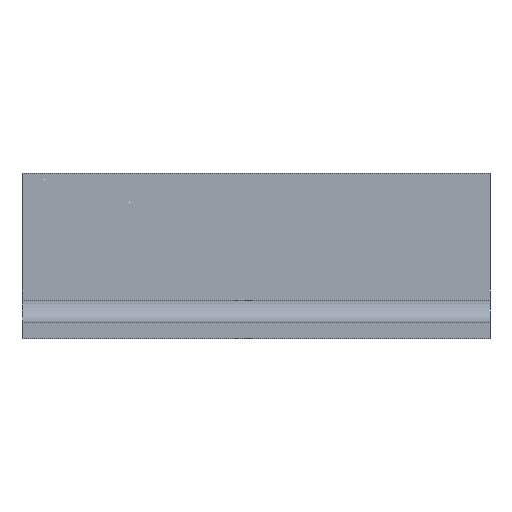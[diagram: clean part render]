
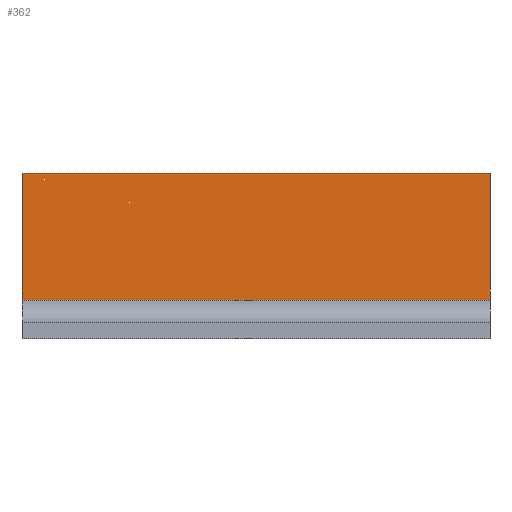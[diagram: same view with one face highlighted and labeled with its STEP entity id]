
A CAD part, front view. The second image highlights one B-rep face of the part: STEP entity #362.
In plain terms, the highlighted planar face has unit normal (0, -1, 0).
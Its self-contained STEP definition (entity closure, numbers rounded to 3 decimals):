
#148 = VERTEX_POINT('',#149);
#149 = CARTESIAN_POINT('',(-42.5,-3.,7.));
#235 = EDGE_CURVE('',#148,#236,#238,.T.);
#236 = VERTEX_POINT('',#237);
#237 = CARTESIAN_POINT('',(42.5,-3.,7.));
#238 = LINE('',#239,#240);
#239 = CARTESIAN_POINT('',(-42.5,-3.,7.));
#240 = VECTOR('',#241,1.);
#241 = DIRECTION('',(1.,0.,0.));
#319 = EDGE_CURVE('',#148,#320,#322,.T.);
#320 = VERTEX_POINT('',#321);
#321 = CARTESIAN_POINT('',(-42.5,-3.,30.));
#322 = LINE('',#323,#324);
#323 = CARTESIAN_POINT('',(-42.5,-3.,7.));
#324 = VECTOR('',#325,1.);
#325 = DIRECTION('',(0.,0.,1.));
#362 = ADVANCED_FACE('',(#363),#381,.F.);
#363 = FACE_BOUND('',#364,.F.);
#364 = EDGE_LOOP('',(#365,#366,#367,#375));
#365 = ORIENTED_EDGE('',*,*,#235,.F.);
#366 = ORIENTED_EDGE('',*,*,#319,.T.);
#367 = ORIENTED_EDGE('',*,*,#368,.T.);
#368 = EDGE_CURVE('',#320,#369,#371,.T.);
#369 = VERTEX_POINT('',#370);
#370 = CARTESIAN_POINT('',(42.5,-3.,30.));
#371 = LINE('',#372,#373);
#372 = CARTESIAN_POINT('',(-42.5,-3.,30.));
#373 = VECTOR('',#374,1.);
#374 = DIRECTION('',(1.,0.,0.));
#375 = ORIENTED_EDGE('',*,*,#376,.T.);
#376 = EDGE_CURVE('',#369,#236,#377,.T.);
#377 = LINE('',#378,#379);
#378 = CARTESIAN_POINT('',(42.5,-3.,30.));
#379 = VECTOR('',#380,1.);
#380 = DIRECTION('',(0.,0.,-1.));
#381 = PLANE('',#382);
#382 = AXIS2_PLACEMENT_3D('',#383,#384,#385);
#383 = CARTESIAN_POINT('',(0.,-3.,18.5));
#384 = DIRECTION('',(-0.,1.,-0.));
#385 = DIRECTION('',(-1.,0.,0.));
